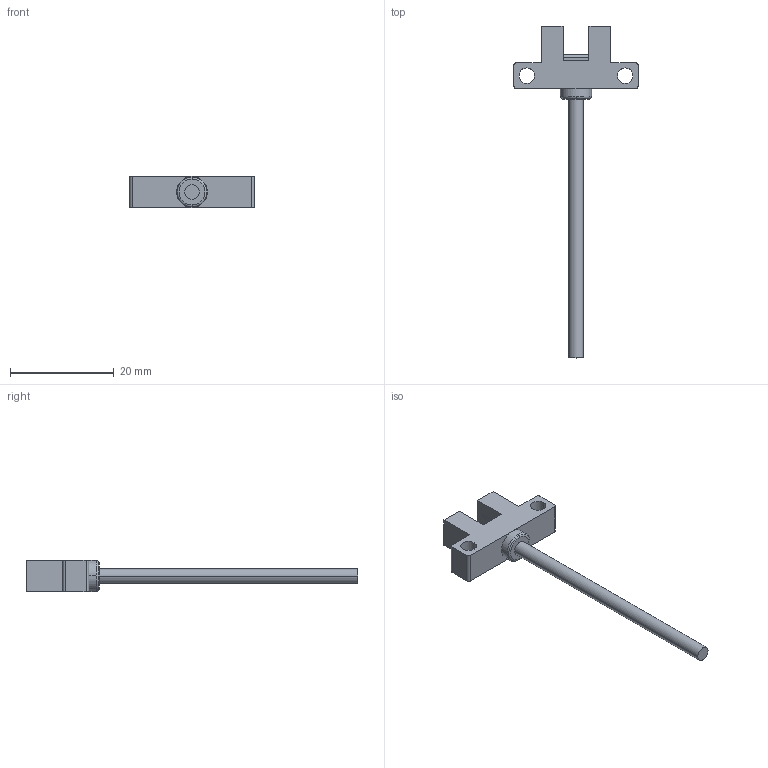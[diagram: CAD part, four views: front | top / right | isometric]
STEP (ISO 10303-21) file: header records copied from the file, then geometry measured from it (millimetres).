
FILE_DESCRIPTION((''),'2;1');
FILE_NAME('SK-206','2021-11-05T',('Gavin'),(''),'PRO/ENGINEER BY PARAMETRIC TECHNOLOGY CORPORATION, 2009440','PRO/ENGINEER BY PARAMETRIC TECHNOLOGY CORPORATION, 2009440','');
FILE_SCHEMA(('CONFIG_CONTROL_DESIGN'));
Length unit declared in the file: millimetre
Products named in the file (1): SK-206
Bounding box: 24 x 64.1 x 6 mm (x, y, z)
Volume: 1386.9 mm3; surface area: 1425.3 mm2
Topology: 1 solids, 1 shells, 57 faces, 157 edges, 105 vertices
Faces by surface type: plane 41, cylinder 12, torus 4
Entity records: 1862 total; most frequent: CARTESIAN_POINT 319, ORIENTED_EDGE 314, DIRECTION 308, EDGE_CURVE 157, VECTOR 120, LINE 120, VERTEX_POINT 105, AXIS2_PLACEMENT_3D 94
